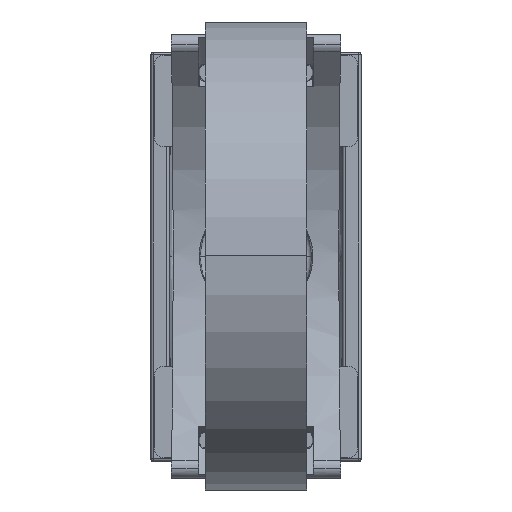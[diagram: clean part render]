
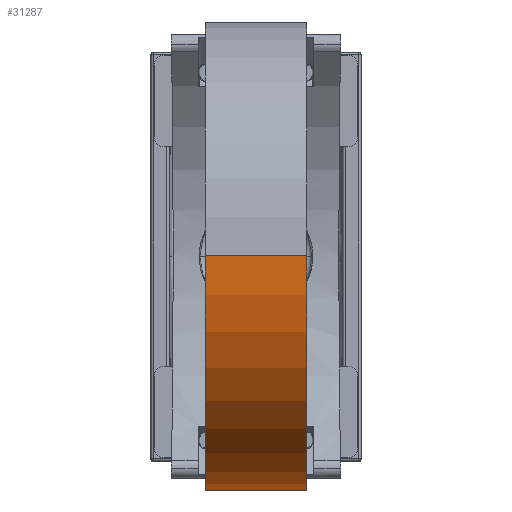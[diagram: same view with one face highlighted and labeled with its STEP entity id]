
A CAD part, top view. The second image highlights one B-rep face of the part: STEP entity #31287.
In plain terms, the highlighted cylindrical face has radius 46 mm (diameter 92 mm), a partial arc.
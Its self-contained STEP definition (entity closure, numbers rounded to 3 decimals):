
#443 = EDGE_CURVE ( 'NONE', #17051, #8966, #11753, .T. ) ;
#888 = CARTESIAN_POINT ( 'NONE',  ( 10., 0., -15.382 ) ) ;
#3586 = FACE_OUTER_BOUND ( 'NONE', #9530, .T. ) ;
#4629 = VECTOR ( 'NONE', #24923, 1000. ) ;
#5702 = CARTESIAN_POINT ( 'NONE',  ( 10., -44.432, -27.291 ) ) ;
#6454 = EDGE_CURVE ( 'NONE', #8749, #28665, #28124, .T. ) ;
#7722 = AXIS2_PLACEMENT_3D ( 'NONE', #888, #20277, #23696 ) ;
#8749 = VERTEX_POINT ( 'NONE', #35572 ) ;
#8966 = VERTEX_POINT ( 'NONE', #25885 ) ;
#9051 = DIRECTION ( 'NONE',  ( 1., 0., 0. ) ) ;
#9454 = CARTESIAN_POINT ( 'NONE',  ( -10., 0., 30.618 ) ) ;
#9530 = EDGE_LOOP ( 'NONE', ( #12916, #29469, #35943, #33352 ) ) ;
#9644 = DIRECTION ( 'NONE',  ( -1., 0., 0. ) ) ;
#9794 = DIRECTION ( 'NONE',  ( 0., 0., -1. ) ) ;
#10708 = CARTESIAN_POINT ( 'NONE',  ( 10., -44.432, -27.291 ) ) ;
#11753 = LINE ( 'NONE', #5702, #28000 ) ;
#12908 = EDGE_CURVE ( 'NONE', #28665, #8966, #24627, .T. ) ;
#12916 = ORIENTED_EDGE ( 'NONE', *, *, #13940, .F. ) ;
#13940 = EDGE_CURVE ( 'NONE', #8749, #17051, #25903, .T. ) ;
#15133 = CYLINDRICAL_SURFACE ( 'NONE', #16992, 46. ) ;
#16545 = CARTESIAN_POINT ( 'NONE',  ( 10., 0., 30.618 ) ) ;
#16992 = AXIS2_PLACEMENT_3D ( 'NONE', #25988, #9644, #24655 ) ;
#17051 = VERTEX_POINT ( 'NONE', #10708 ) ;
#20277 = DIRECTION ( 'NONE',  ( 1., 0., 0. ) ) ;
#20832 = CARTESIAN_POINT ( 'NONE',  ( -10., 0., -15.382 ) ) ;
#22817 = AXIS2_PLACEMENT_3D ( 'NONE', #20832, #9051, #9794 ) ;
#23696 = DIRECTION ( 'NONE',  ( 0., 0., -1. ) ) ;
#24627 = CIRCLE ( 'NONE', #22817, 46. ) ;
#24655 = DIRECTION ( 'NONE',  ( 0., 0., 1. ) ) ;
#24923 = DIRECTION ( 'NONE',  ( -1., 0., 0. ) ) ;
#25885 = CARTESIAN_POINT ( 'NONE',  ( -10., -44.432, -27.291 ) ) ;
#25903 = CIRCLE ( 'NONE', #7722, 46. ) ;
#25988 = CARTESIAN_POINT ( 'NONE',  ( 10., 0., -15.382 ) ) ;
#28000 = VECTOR ( 'NONE', #32057, 1000. ) ;
#28124 = LINE ( 'NONE', #16545, #4629 ) ;
#28665 = VERTEX_POINT ( 'NONE', #9454 ) ;
#29469 = ORIENTED_EDGE ( 'NONE', *, *, #6454, .T. ) ;
#31287 = ADVANCED_FACE ( 'NONE', ( #3586 ), #15133, .T. ) ;
#32057 = DIRECTION ( 'NONE',  ( -1., 0., 0. ) ) ;
#33352 = ORIENTED_EDGE ( 'NONE', *, *, #443, .F. ) ;
#35572 = CARTESIAN_POINT ( 'NONE',  ( 10., 0., 30.618 ) ) ;
#35943 = ORIENTED_EDGE ( 'NONE', *, *, #12908, .T. ) ;
